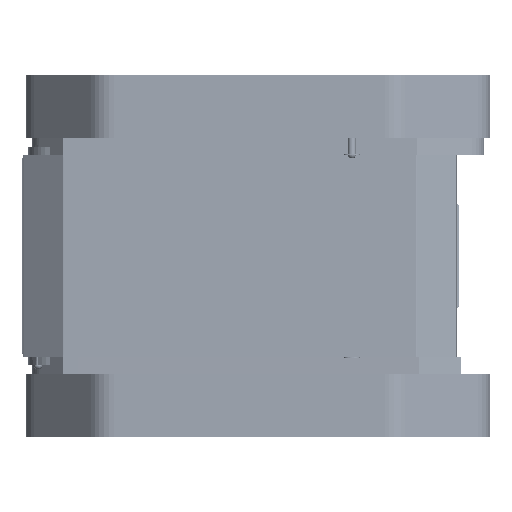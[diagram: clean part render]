
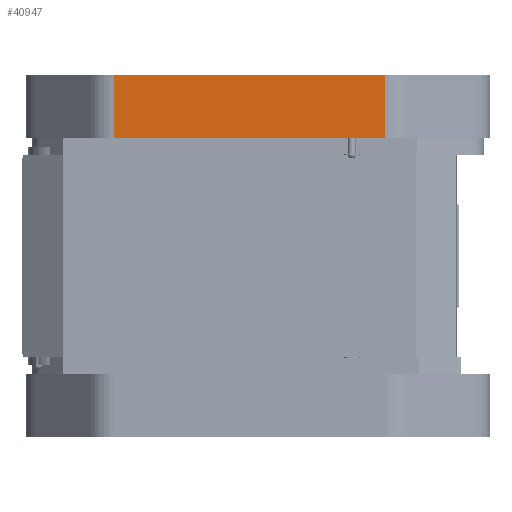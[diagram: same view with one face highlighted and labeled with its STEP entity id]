
A CAD part, front view. The second image highlights one B-rep face of the part: STEP entity #40947.
In plain terms, the highlighted planar face has unit normal (0, -1, 0).
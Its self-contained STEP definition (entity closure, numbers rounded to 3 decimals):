
#2575 = VECTOR ( 'NONE', #21920, 1000. ) ;
#6644 = EDGE_CURVE ( 'NONE', #9550, #8666, #138613, .T. ) ;
#8666 = VERTEX_POINT ( 'NONE', #85356 ) ;
#9550 = VERTEX_POINT ( 'NONE', #18229 ) ;
#11010 = CARTESIAN_POINT ( 'NONE',  ( -440.7, -122.484, 796. ) ) ;
#12267 = CARTESIAN_POINT ( 'NONE',  ( -440.7, -122.484, 716. ) ) ;
#13663 = CARTESIAN_POINT ( 'NONE',  ( -440.7, -122.484, 796. ) ) ;
#18229 = CARTESIAN_POINT ( 'NONE',  ( -96.5, -122.484, 796. ) ) ;
#21920 = DIRECTION ( 'NONE',  ( 1., 0., 0. ) ) ;
#28191 = CARTESIAN_POINT ( 'NONE',  ( -96.5, -122.484, 796. ) ) ;
#28810 = CARTESIAN_POINT ( 'NONE',  ( -440.7, -122.484, 796. ) ) ;
#31216 = LINE ( 'NONE', #11010, #2575 ) ;
#35613 = EDGE_LOOP ( 'NONE', ( #57737, #60243, #118045, #120076 ) ) ;
#40947 = ADVANCED_FACE ( 'NONE', ( #64702 ), #46063, .F. ) ;
#44313 = EDGE_CURVE ( 'NONE', #56541, #9550, #31216, .T. ) ;
#46063 = PLANE ( 'NONE',  #129899 ) ;
#55348 = LINE ( 'NONE', #12267, #108847 ) ;
#56541 = VERTEX_POINT ( 'NONE', #28810 ) ;
#56807 = DIRECTION ( 'NONE',  ( 0., 1., 0. ) ) ;
#56927 = VECTOR ( 'NONE', #88877, 1000. ) ;
#57737 = ORIENTED_EDGE ( 'NONE', *, *, #65219, .T. ) ;
#60243 = ORIENTED_EDGE ( 'NONE', *, *, #6644, .F. ) ;
#64702 = FACE_OUTER_BOUND ( 'NONE', #35613, .T. ) ;
#65219 = EDGE_CURVE ( 'NONE', #116893, #8666, #55348, .T. ) ;
#81508 = DIRECTION ( 'NONE',  ( 0., 0., -1. ) ) ;
#81635 = VECTOR ( 'NONE', #81508, 1000. ) ;
#85356 = CARTESIAN_POINT ( 'NONE',  ( -96.5, -122.484, 716. ) ) ;
#87206 = DIRECTION ( 'NONE',  ( 1., 0., 0. ) ) ;
#88877 = DIRECTION ( 'NONE',  ( 0., 0., -1. ) ) ;
#107113 = CARTESIAN_POINT ( 'NONE',  ( -440.7, -122.484, 716. ) ) ;
#108847 = VECTOR ( 'NONE', #87206, 1000. ) ;
#108964 = EDGE_CURVE ( 'NONE', #56541, #116893, #113809, .T. ) ;
#113809 = LINE ( 'NONE', #131474, #56927 ) ;
#116893 = VERTEX_POINT ( 'NONE', #107113 ) ;
#118045 = ORIENTED_EDGE ( 'NONE', *, *, #44313, .F. ) ;
#120076 = ORIENTED_EDGE ( 'NONE', *, *, #108964, .T. ) ;
#129899 = AXIS2_PLACEMENT_3D ( 'NONE', #13663, #56807, #131643 ) ;
#131474 = CARTESIAN_POINT ( 'NONE',  ( -440.7, -122.484, 796. ) ) ;
#131643 = DIRECTION ( 'NONE',  ( 0., 0., 1. ) ) ;
#138613 = LINE ( 'NONE', #28191, #81635 ) ;
